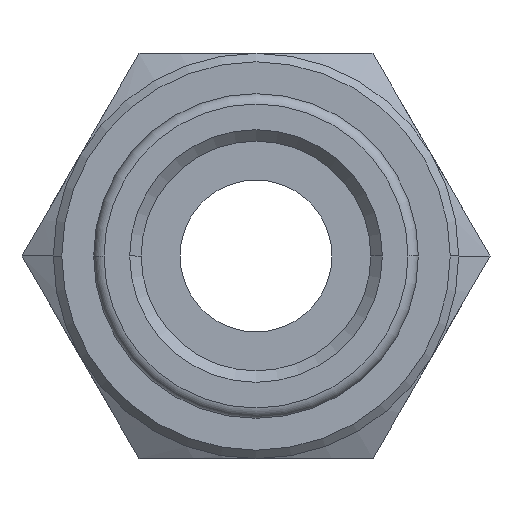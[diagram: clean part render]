
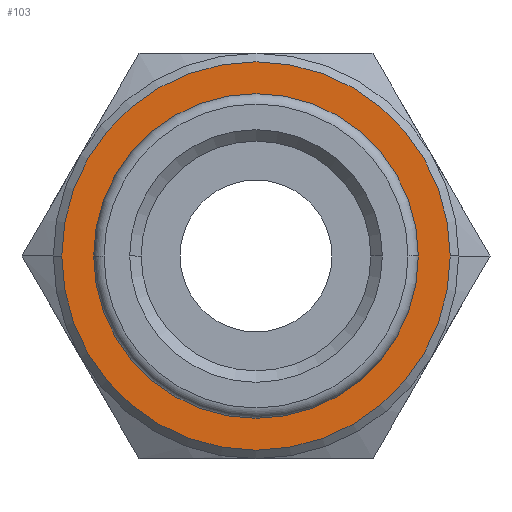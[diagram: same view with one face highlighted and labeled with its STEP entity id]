
A CAD part, front view. The second image highlights one B-rep face of the part: STEP entity #103.
In plain terms, the highlighted planar face has unit normal (0, -1, 0).
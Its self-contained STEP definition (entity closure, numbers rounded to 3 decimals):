
#103=ADVANCED_FACE('',(#267,#268),#269,.T.);
#267=FACE_BOUND('',#494,.T.);
#268=FACE_OUTER_BOUND('',#495,.T.);
#269=PLANE('',#496);
#494=EDGE_LOOP('',(#742,#743));
#495=EDGE_LOOP('',(#744,#745));
#496=AXIS2_PLACEMENT_3D('',#746,#747,#748);
#742=ORIENTED_EDGE('',*,*,#1306,.T.);
#743=ORIENTED_EDGE('',*,*,#1307,.T.);
#744=ORIENTED_EDGE('',*,*,#1308,.F.);
#745=ORIENTED_EDGE('',*,*,#1309,.F.);
#746=CARTESIAN_POINT('',(5.75,3.6,0.0));
#747=DIRECTION('',(0.,-1.0,0.0));
#748=DIRECTION('',(-1.0,0.,0.0));
#1306=EDGE_CURVE('',#1546,#1547,#1548,.T.);
#1307=EDGE_CURVE('',#1547,#1546,#1549,.T.);
#1308=EDGE_CURVE('',#1550,#1551,#1552,.T.);
#1309=EDGE_CURVE('',#1551,#1550,#1553,.T.);
#1546=VERTEX_POINT('',#1895);
#1547=VERTEX_POINT('',#1896);
#1548=CIRCLE('',#1897,9.0);
#1549=CIRCLE('',#1898,9.0);
#1550=VERTEX_POINT('',#1899);
#1551=VERTEX_POINT('',#1900);
#1552=CIRCLE('',#1901,11.5);
#1553=CIRCLE('',#1902,11.5);
#1895=CARTESIAN_POINT('',(-9.0,3.6,0.));
#1896=CARTESIAN_POINT('',(9.0,3.6,0.));
#1897=AXIS2_PLACEMENT_3D('',#2452,#2453,#2454);
#1898=AXIS2_PLACEMENT_3D('',#2455,#2456,#2457);
#1899=CARTESIAN_POINT('',(11.5,3.6,0.0));
#1900=CARTESIAN_POINT('',(-11.5,3.6,0.));
#1901=AXIS2_PLACEMENT_3D('',#2458,#2459,#2460);
#1902=AXIS2_PLACEMENT_3D('',#2461,#2462,#2463);
#2452=CARTESIAN_POINT('',(0.0,3.6,0.0));
#2453=DIRECTION('',(0.,1.0,0.0));
#2454=DIRECTION('',(1.0,0.,0.0));
#2455=CARTESIAN_POINT('',(0.0,3.6,0.0));
#2456=DIRECTION('',(0.,1.0,0.0));
#2457=DIRECTION('',(1.0,0.,0.0));
#2458=CARTESIAN_POINT('',(0.0,3.6,0.0));
#2459=DIRECTION('',(-0.0,1.0,0.0));
#2460=DIRECTION('',(1.0,0.0,0.0));
#2461=CARTESIAN_POINT('',(0.0,3.6,0.0));
#2462=DIRECTION('',(-0.0,1.0,0.0));
#2463=DIRECTION('',(1.0,0.0,0.0));
